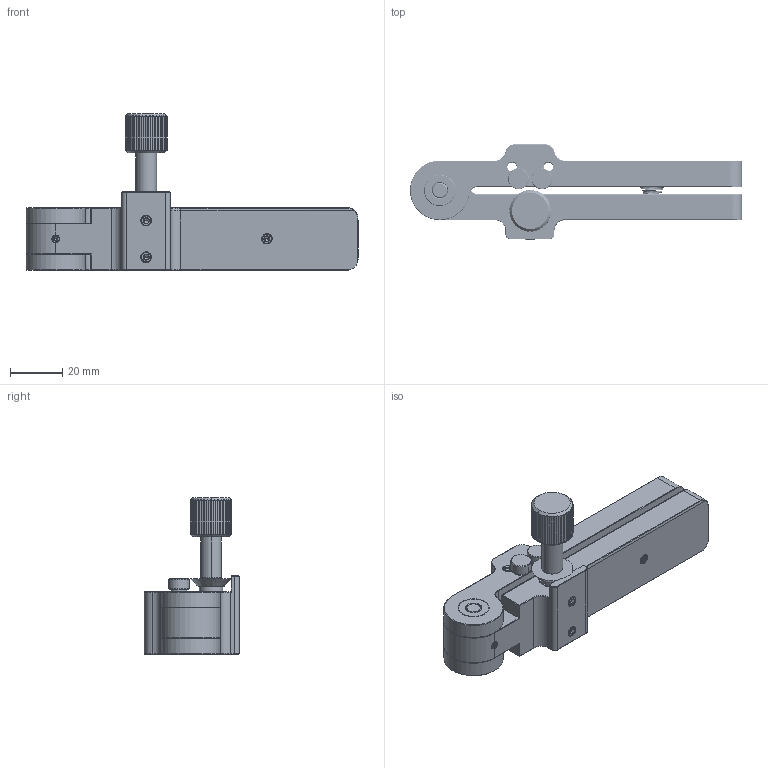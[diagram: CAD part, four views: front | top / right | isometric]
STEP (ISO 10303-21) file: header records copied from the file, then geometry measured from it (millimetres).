
FILE_DESCRIPTION((''),'2;1');
FILE_NAME('CO-1_ASM','2022-09-06T',('daizh'),(''),'CREO PARAMETRIC BY PTC INC, 2018360','CREO PARAMETRIC BY PTC INC, 2018360','');
FILE_SCHEMA(('CONFIG_CONTROL_DESIGN'));
Products named in the file (13): CO-1_A1; CO-1_A2; CO-1_A3; ZC-12-6; ZC-10-6; CO-1_A4; CO-1_A5; CO-1_A7; CO-1_A6; SPR; M4X6_HS; M3X5_HS; CO-1_ASM
Assembly tree (19 placements, depth 2):
  CO-1_ASM
    CO-1_A1
    CO-1_A2
    CO-1_A3
    ZC-12-6  x2
    ZC-10-6  x2
    CO-1_A4  x2
    CO-1_A5
    CO-1_A7
    CO-1_A6
    SPR
    M4X6_HS  x3
    M3X5_HS  x3
Bounding box: 127.47 x 36.7 x 60 mm (x, y, z)
Volume: 68960.4 mm3; surface area: 29546.3 mm2
Topology: 19 solids, 19 shells, 1158 faces, 2973 edges, 1861 vertices
Faces by surface type: cylinder 627, plane 189, cone 176, bspline 165, torus 1
Entity records: 65948 total; most frequent: CARTESIAN_POINT 43816, ORIENTED_EDGE 5292, DIRECTION 3375, EDGE_CURVE 2646, VERTEX_POINT 1696, B_SPLINE_CURVE_WITH_KNOTS 1335, AXIS2_PLACEMENT_3D 1207, EDGE_LOOP 1032
